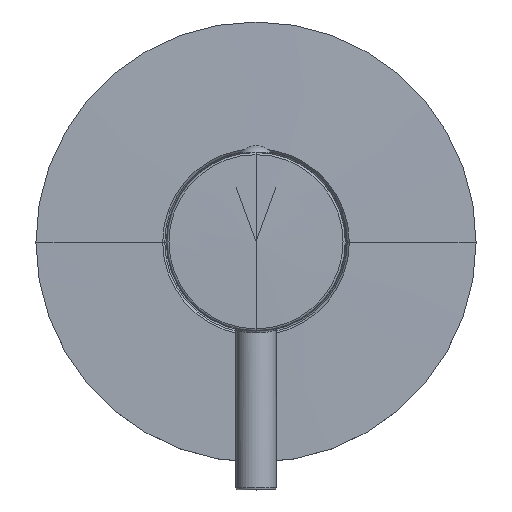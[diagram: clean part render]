
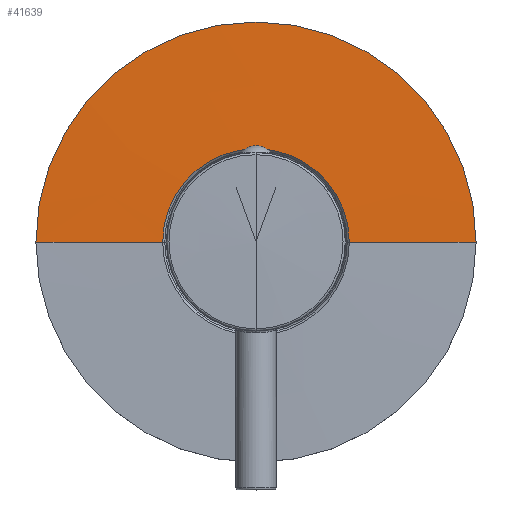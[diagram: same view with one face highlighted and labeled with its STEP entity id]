
A CAD part, top view. The second image highlights one B-rep face of the part: STEP entity #41639.
In plain terms, the highlighted conical face has half-angle 89 degrees and reference radius 39.154 mm.
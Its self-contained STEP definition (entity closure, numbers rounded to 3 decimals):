
#41077=DIRECTION('',(-1.,0.,0.017));
#41078=VECTOR('',#41077,31.696);
#41079=CARTESIAN_POINT('',(55.,0.,46.5));
#41080=LINE('',#41079,#41078);
#41086=DIRECTION('',(1.,0.,0.017));
#41087=VECTOR('',#41086,31.696);
#41088=CARTESIAN_POINT('',(-55.,0.,46.5));
#41089=LINE('',#41088,#41087);
#41116=CARTESIAN_POINT('',(0.,0.,47.053));
#41117=DIRECTION('',(0.,0.,1.));
#41118=DIRECTION('',(1.,0.,0.));
#41119=AXIS2_PLACEMENT_3D('',#41116,#41117,#41118);
#41121=CARTESIAN_POINT('',(0.,0.,46.5));
#41122=DIRECTION('',(0.,0.,-1.));
#41123=DIRECTION('',(-1.,0.,0.));
#41124=AXIS2_PLACEMENT_3D('',#41121,#41122,#41123);
#41217=CARTESIAN_POINT('',(-55.,0.,46.5));
#41219=VERTEX_POINT('',#41217);
#41229=CARTESIAN_POINT('',(55.,0.,46.5));
#41231=VERTEX_POINT('',#41229);
#41260=CARTESIAN_POINT('',(23.309,0.,
47.053));
#41261=CARTESIAN_POINT('',(-23.309,0.,47.053));
#41262=VERTEX_POINT('',#41260);
#41263=VERTEX_POINT('',#41261);
#41628=CARTESIAN_POINT('',(0.,0.,46.777));
#41629=DIRECTION('',(0.,0.,-1.));
#41630=DIRECTION('',(1.,0.,0.));
#41631=AXIS2_PLACEMENT_3D('',#41628,#41629,#41630);
#41632=CONICAL_SURFACE('',#41631,39.154,89.);
#41633=ORIENTED_EDGE('',*,*,#41615,.T.);
#41634=ORIENTED_EDGE('',*,*,#41531,.F.);
#41635=ORIENTED_EDGE('',*,*,#41489,.T.);
#41636=ORIENTED_EDGE('',*,*,#41528,.T.);
#41637=EDGE_LOOP('',(#41633,#41634,#41635,#41636));
#41638=FACE_OUTER_BOUND('',#41637,.F.);
#41639=ADVANCED_FACE('',(#41638),#41632,.T.);
#41120=CIRCLE('',#41119,23.309);
#41125=CIRCLE('',#41124,55.);
#41489=EDGE_CURVE('',#41219,#41231,#41125,.T.);
#41528=EDGE_CURVE('',#41231,#41262,#41080,.T.);
#41531=EDGE_CURVE('',#41219,#41263,#41089,.T.);
#41615=EDGE_CURVE('',#41262,#41263,#41120,.T.);
